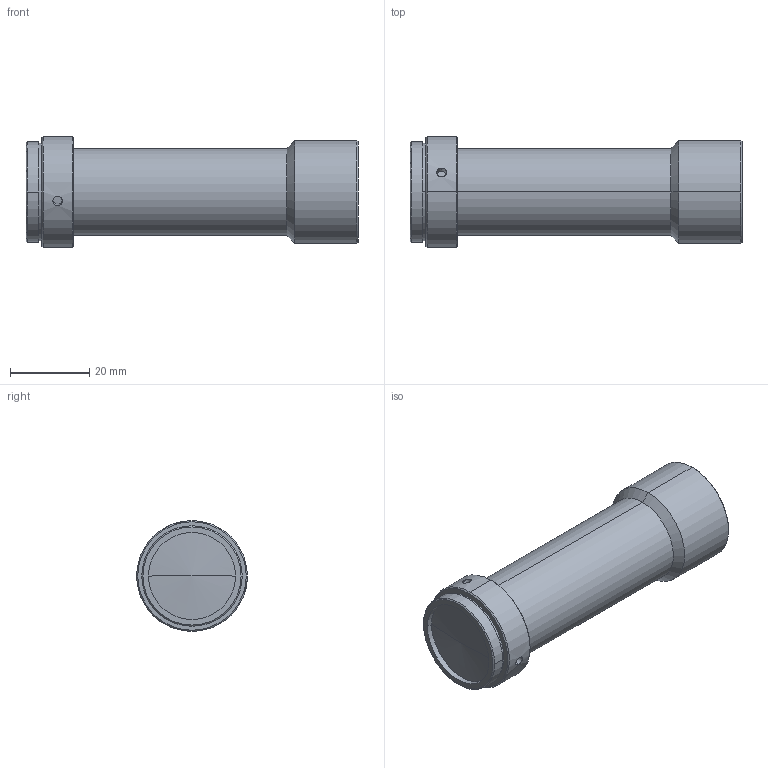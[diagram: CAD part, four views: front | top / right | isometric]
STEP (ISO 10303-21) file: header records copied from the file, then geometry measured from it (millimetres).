
FILE_DESCRIPTION (( 'STEP AP203' ), '1' );
FILE_NAME ('WWH10-65AT.STEP', '2019-12-03T03:20:59', ( 'Windows 蚚誧' ), ( '' ), 'SwSTEP 2.0', 'SolidWorks 2017', '' );
FILE_SCHEMA (( 'CONFIG_CONTROL_DESIGN' ));
Length unit declared in the file: millimetre
Products named in the file (1): WWH10-65AT
Bounding box: 83.93 x 28 x 28 mm (x, y, z)
Volume: 36236.8 mm3; surface area: 7849.5 mm2
Topology: 1 solids, 1 shells, 44 faces, 92 edges, 54 vertices
Faces by surface type: cylinder 20, cone 19, plane 5
Entity records: 1397 total; most frequent: CARTESIAN_POINT 391, DIRECTION 206, ORIENTED_EDGE 176, EDGE_CURVE 88, AXIS2_PLACEMENT_3D 85, VERTEX_POINT 54, EDGE_LOOP 52, ADVANCED_FACE 44
